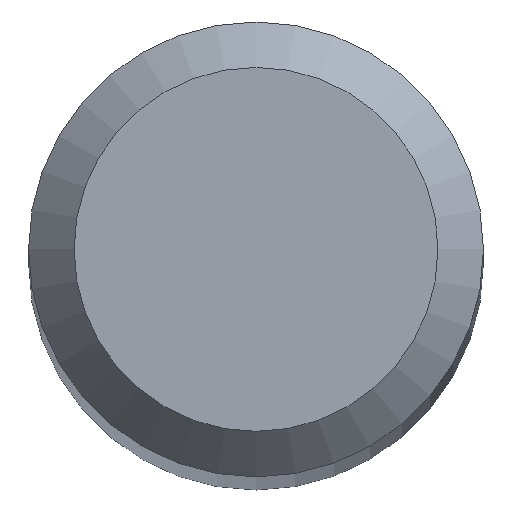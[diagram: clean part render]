
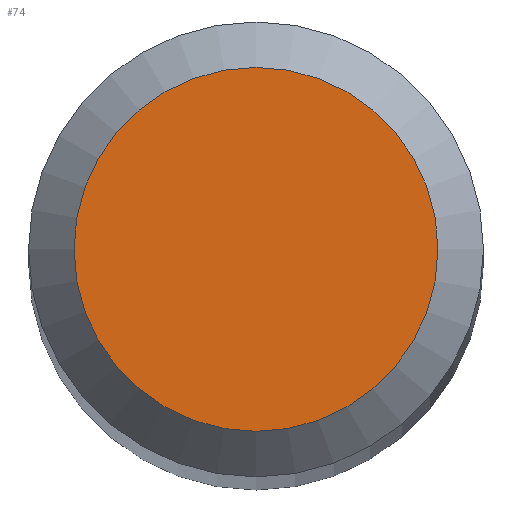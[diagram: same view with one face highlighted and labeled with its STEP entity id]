
A CAD part, top view. The second image highlights one B-rep face of the part: STEP entity #74.
In plain terms, the highlighted planar face has unit normal (0, 0, 1).
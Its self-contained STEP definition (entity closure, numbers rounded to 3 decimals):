
#16=PLANE('',#107);
#22=FACE_OUTER_BOUND('',#27,.T.);
#27=EDGE_LOOP('',(#67));
#35=CIRCLE('',#100,2.4);
#40=VERTEX_POINT('',#137);
#46=EDGE_CURVE('',#40,#40,#35,.T.);
#67=ORIENTED_EDGE('',*,*,#46,.F.);
#74=ADVANCED_FACE('',(#22),#16,.F.);
#100=AXIS2_PLACEMENT_3D('',#139,#115,#116);
#107=AXIS2_PLACEMENT_3D('',#151,#131,#132);
#115=DIRECTION('center_axis',(0.,0.,-1.));
#116=DIRECTION('ref_axis',(-1.,0.,0.));
#131=DIRECTION('center_axis',(0.,0.,-1.));
#132=DIRECTION('ref_axis',(-1.,0.,0.));
#137=CARTESIAN_POINT('',(2.4,0.,0.));
#139=CARTESIAN_POINT('Origin',(0.,0.,0.));
#151=CARTESIAN_POINT('Origin',(2.4,0.,0.));
